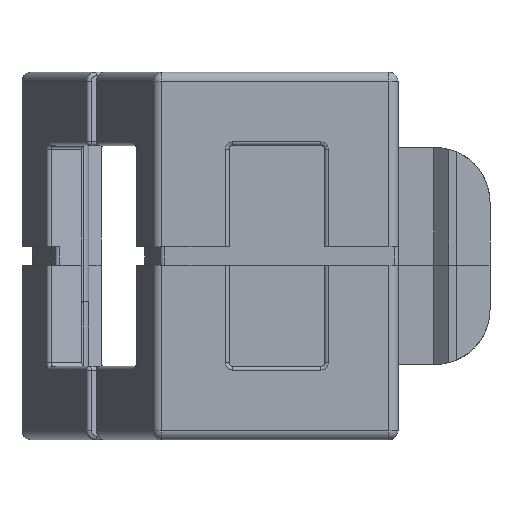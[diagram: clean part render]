
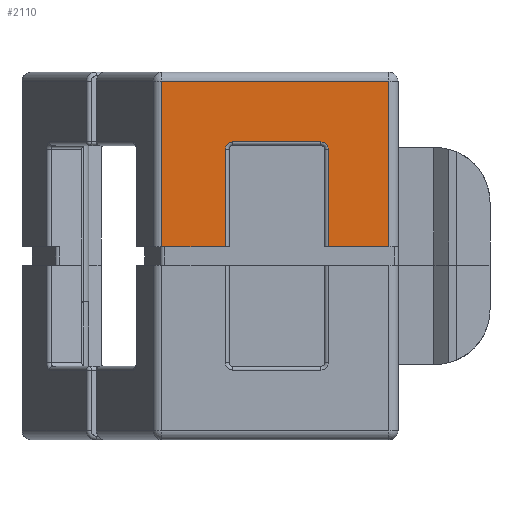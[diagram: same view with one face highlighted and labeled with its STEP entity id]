
A CAD part, front view. The second image highlights one B-rep face of the part: STEP entity #2110.
In plain terms, the highlighted planar face has unit normal (0, -1, 0).
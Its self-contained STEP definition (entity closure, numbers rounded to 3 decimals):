
#150 = EDGE_CURVE ( 'NONE', #4144, #4135, #4494, .T. ) ;
#151 = EDGE_CURVE ( 'NONE', #4144, #4076, #4488, .T. ) ;
#152 = EDGE_CURVE ( 'NONE', #4077, #4076, #4496, .T. ) ;
#153 = EDGE_CURVE ( 'NONE', #4077, #4078, #4497, .T. ) ;
#154 = EDGE_CURVE ( 'NONE', #4078, #4080, #4501, .T. ) ;
#155 = EDGE_CURVE ( 'NONE', #4080, #4082, #4503, .T. ) ;
#156 = EDGE_CURVE ( 'NONE', #4079, #4082, #4505, .T. ) ;
#157 = EDGE_CURVE ( 'NONE', #4079, #4084, #4499, .T. ) ;
#158 = EDGE_CURVE ( 'NONE', #4074, #4084, #4509, .T. ) ;
#159 = EDGE_CURVE ( 'NONE', #4074, #4135, #4507, .T. ) ;
#606 = EDGE_LOOP ( 'NONE', ( #15338, #15339, #15340, #15341, #15342, #15343, #15344, #15345, #15346, #15347 ) ) ;
#2110 = ADVANCED_FACE ( 'NONE', ( #5872 ), #8144, .T. ) ;
#2366 = DIRECTION ( 'NONE',  ( 0., 0., -1. ) ) ;
#2367 = DIRECTION ( 'NONE',  ( 0., -1., 0. ) ) ;
#2368 = CARTESIAN_POINT ( 'NONE',  ( -18.988, -10., 5.8 ) ) ;
#2369 = CARTESIAN_POINT ( 'NONE',  ( -14., -10., 6.2 ) ) ;
#2372 = DIRECTION ( 'NONE',  ( 0., 0., 1. ) ) ;
#2373 = DIRECTION ( 'NONE',  ( -1., 0., 0. ) ) ;
#2374 = DIRECTION ( 'NONE',  ( 1., 0., 0. ) ) ;
#2375 = CARTESIAN_POINT ( 'NONE',  ( -23.188, -10., 0.5 ) ) ;
#2376 = DIRECTION ( 'NONE',  ( 0., 0., -1. ) ) ;
#2377 = CARTESIAN_POINT ( 'NONE',  ( -22.858, -10., -10. ) ) ;
#2378 = DIRECTION ( 'NONE',  ( -1., 0., 0. ) ) ;
#2379 = CARTESIAN_POINT ( 'NONE',  ( -23.188, -10., 9.5 ) ) ;
#2380 = DIRECTION ( 'NONE',  ( 0., 0., 1. ) ) ;
#2382 = DIRECTION ( 'NONE',  ( -1., 0., 0. ) ) ;
#2383 = CARTESIAN_POINT ( 'NONE',  ( -19.388, -10., 6. ) ) ;
#2384 = DIRECTION ( 'NONE',  ( 0., 0., -1. ) ) ;
#2385 = DIRECTION ( 'NONE',  ( 0., -1., 0. ) ) ;
#2386 = CARTESIAN_POINT ( 'NONE',  ( -14.2, -10., 5.8 ) ) ;
#2387 = CARTESIAN_POINT ( 'NONE',  ( -13.8, -10., 0.5 ) ) ;
#2388 = CARTESIAN_POINT ( 'NONE',  ( -10.5, -10., -10. ) ) ;
#2389 = CARTESIAN_POINT ( 'NONE',  ( -14., -10., 0.5 ) ) ;
#2396 = DIRECTION ( 'NONE',  ( 0., 0., -1. ) ) ;
#3604 = AXIS2_PLACEMENT_3D ( 'NONE', #2386, #2385, #2384 ) ;
#3605 = AXIS2_PLACEMENT_3D ( 'NONE', #2368, #2367, #2366 ) ;
#4074 = VERTEX_POINT ( 'NONE', #12019 ) ;
#4076 = VERTEX_POINT ( 'NONE', #12021 ) ;
#4077 = VERTEX_POINT ( 'NONE', #12022 ) ;
#4078 = VERTEX_POINT ( 'NONE', #12023 ) ;
#4079 = VERTEX_POINT ( 'NONE', #12024 ) ;
#4080 = VERTEX_POINT ( 'NONE', #12025 ) ;
#4082 = VERTEX_POINT ( 'NONE', #12027 ) ;
#4084 = VERTEX_POINT ( 'NONE', #12029 ) ;
#4135 = VERTEX_POINT ( 'NONE', #12080 ) ;
#4144 = VERTEX_POINT ( 'NONE', #12089 ) ;
#4488 = LINE ( 'NONE', #2387, #4498 ) ;
#4494 = CIRCLE ( 'NONE', #3604, 0.4 ) ;
#4496 = LINE ( 'NONE', #2389, #4500 ) ;
#4497 = LINE ( 'NONE', #2388, #4502 ) ;
#4498 = VECTOR ( 'NONE', #2396, 1000. ) ;
#4499 = LINE ( 'NONE', #2383, #4510 ) ;
#4500 = VECTOR ( 'NONE', #2382, 1000. ) ;
#4501 = LINE ( 'NONE', #2379, #4504 ) ;
#4502 = VECTOR ( 'NONE', #2380, 1000. ) ;
#4503 = LINE ( 'NONE', #2377, #4506 ) ;
#4504 = VECTOR ( 'NONE', #2378, 1000. ) ;
#4505 = LINE ( 'NONE', #2375, #4508 ) ;
#4506 = VECTOR ( 'NONE', #2376, 1000. ) ;
#4507 = LINE ( 'NONE', #2369, #4513 ) ;
#4508 = VECTOR ( 'NONE', #2373, 1000. ) ;
#4509 = CIRCLE ( 'NONE', #3605, 0.4 ) ;
#4510 = VECTOR ( 'NONE', #2372, 1000. ) ;
#4513 = VECTOR ( 'NONE', #2374, 1000. ) ;
#5872 = FACE_OUTER_BOUND ( 'NONE', #606, .T. ) ;
#6973 = AXIS2_PLACEMENT_3D ( 'NONE', #8140, #8148, #8149 ) ;
#8140 = CARTESIAN_POINT ( 'NONE',  ( -23.188, -10., -10. ) ) ;
#8144 = PLANE ( 'NONE',  #6973 ) ;
#8148 = DIRECTION ( 'NONE',  ( 0., -1., 0. ) ) ;
#8149 = DIRECTION ( 'NONE',  ( 0., 0., -1. ) ) ;
#12019 = CARTESIAN_POINT ( 'NONE',  ( -18.988, -10., 6.2 ) ) ;
#12021 = CARTESIAN_POINT ( 'NONE',  ( -13.8, -10., 0.5 ) ) ;
#12022 = CARTESIAN_POINT ( 'NONE',  ( -10.5, -10., 0.5 ) ) ;
#12023 = CARTESIAN_POINT ( 'NONE',  ( -10.5, -10., 9.5 ) ) ;
#12024 = CARTESIAN_POINT ( 'NONE',  ( -19.388, -10., 0.5 ) ) ;
#12025 = CARTESIAN_POINT ( 'NONE',  ( -22.858, -10., 9.5 ) ) ;
#12027 = CARTESIAN_POINT ( 'NONE',  ( -22.858, -10., 0.5 ) ) ;
#12029 = CARTESIAN_POINT ( 'NONE',  ( -19.388, -10., 5.8 ) ) ;
#12080 = CARTESIAN_POINT ( 'NONE',  ( -14.2, -10., 6.2 ) ) ;
#12089 = CARTESIAN_POINT ( 'NONE',  ( -13.8, -10., 5.8 ) ) ;
#15338 = ORIENTED_EDGE ( 'NONE', *, *, #150, .F. ) ;
#15339 = ORIENTED_EDGE ( 'NONE', *, *, #151, .T. ) ;
#15340 = ORIENTED_EDGE ( 'NONE', *, *, #152, .F. ) ;
#15341 = ORIENTED_EDGE ( 'NONE', *, *, #153, .T. ) ;
#15342 = ORIENTED_EDGE ( 'NONE', *, *, #154, .T. ) ;
#15343 = ORIENTED_EDGE ( 'NONE', *, *, #155, .T. ) ;
#15344 = ORIENTED_EDGE ( 'NONE', *, *, #156, .F. ) ;
#15345 = ORIENTED_EDGE ( 'NONE', *, *, #157, .T. ) ;
#15346 = ORIENTED_EDGE ( 'NONE', *, *, #158, .F. ) ;
#15347 = ORIENTED_EDGE ( 'NONE', *, *, #159, .T. ) ;
